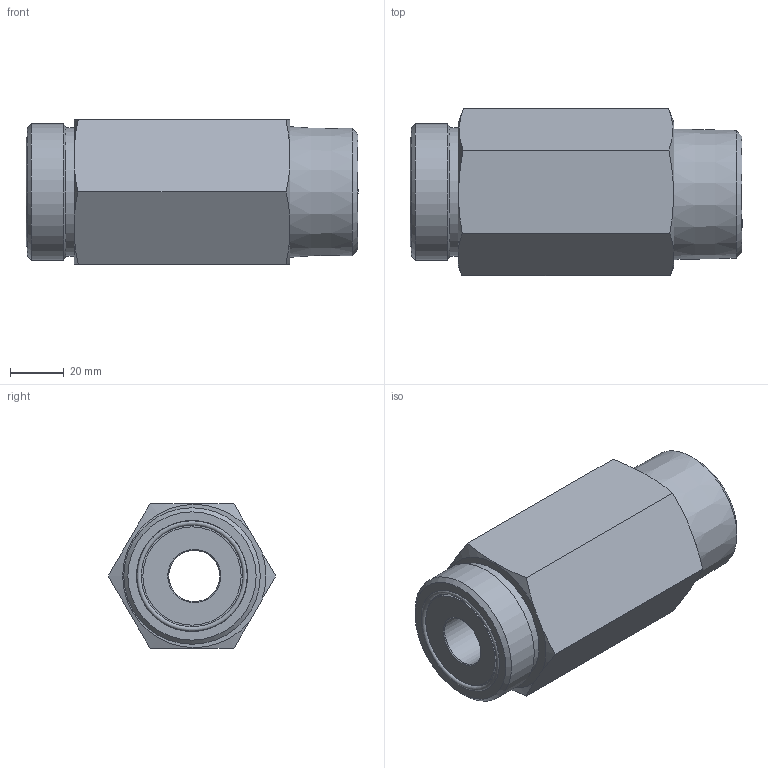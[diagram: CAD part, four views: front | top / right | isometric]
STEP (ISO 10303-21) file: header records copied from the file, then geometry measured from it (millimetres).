
FILE_DESCRIPTION((''),'2;1');
FILE_NAME('28059-512.stp','2015-02-16T14:14:45',('jml'),(''),'Autodesk Inventor 2010','Autodesk Inventor 2010','');
FILE_SCHEMA(('AUTOMOTIVE_DESIGN { 1 0 10303 214 1 1 1 1 }'));
Length unit declared in the file: inch
Products named in the file (3): Assembly4; 221561; 029 O-RING
Assembly tree (2 placements, depth 2):
  Assembly4
    221561
    029 O-RING
Bounding box: 123.65 x 62.33 x 53.98 mm (x, y, z)
Volume: 247242.2 mm3; surface area: 34216 mm2
Topology: 2 solids, 2 shells, 126 faces, 314 edges, 208 vertices
Faces by surface type: plane 96, cylinder 19, cone 9, bspline 1, torus 1
Full cylindrical faces by diameter (mm): 2.088 x1, 36.576 x1, 41.148 x1, 47.752 x1, 50.8 x1
Entity records: 3857 total; most frequent: CARTESIAN_POINT 689, ORIENTED_EDGE 604, DIRECTION 598, EDGE_CURVE 302, VECTOR 234, LINE 234, VERTEX_POINT 207, AXIS2_PLACEMENT_3D 182
